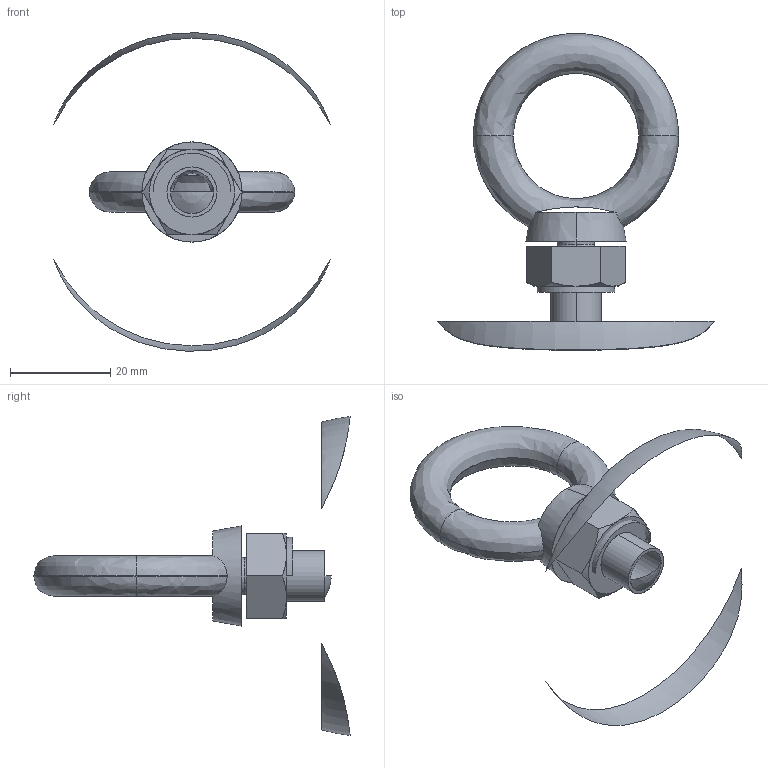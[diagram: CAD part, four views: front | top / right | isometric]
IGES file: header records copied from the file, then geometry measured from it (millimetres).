
Start section: SolidWorks IGES file using analytic representation for surfaces
Global section: file name: B-130-10.IGS; native system: SolidWorks 2007; preprocessor: SolidWorks 2007; author: 7sw; date: 090529.152539; units: millimetre
Bounding box: 55.23 x 63.19 x 63.65 mm (x, y, z)
Surface area: 5253.4 mm2 (no closed solid volume)
Topology: 0 solids, 0 shells, 41 faces, 660 edges, 659 vertices
Faces by surface type: revolution 22, bspline 19
